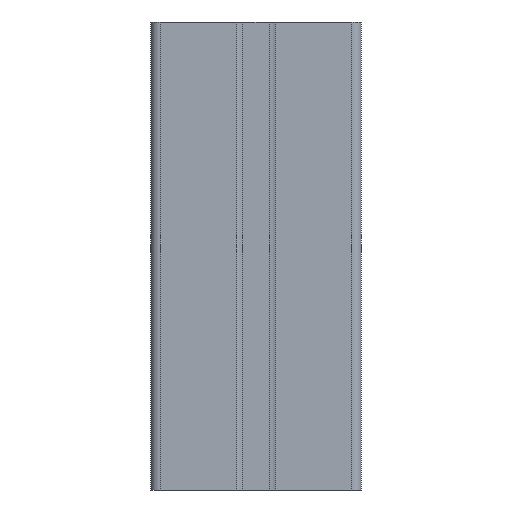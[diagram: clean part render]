
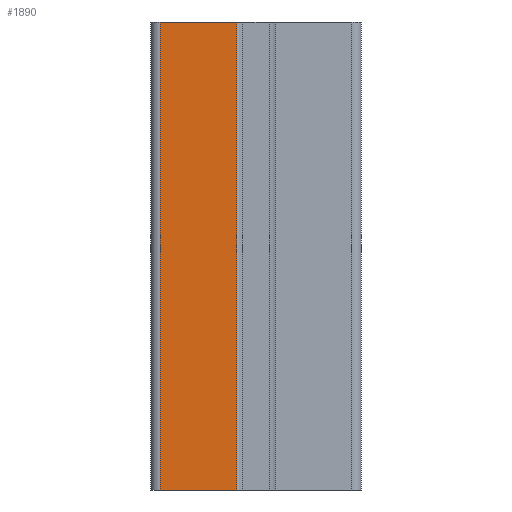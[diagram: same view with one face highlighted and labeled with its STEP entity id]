
A CAD part, left-side view. The second image highlights one B-rep face of the part: STEP entity #1890.
In plain terms, the highlighted planar face has unit normal (-1, 0, 0).
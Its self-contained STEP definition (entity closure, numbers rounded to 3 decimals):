
#786=CARTESIAN_POINT('',(-22.5,4.1,0.0));
#787=VERTEX_POINT('',#786);
#802=CARTESIAN_POINT('',(-22.5,4.1,100.0));
#803=VERTEX_POINT('',#802);
#810=CARTESIAN_POINT('',(-22.5,4.1,0.0));
#811=DIRECTION('',(0.0,0.0,1.0));
#812=VECTOR('',#811,100.0);
#813=LINE('',#810,#812);
#814=EDGE_CURVE('',#787,#803,#813,.T.);
#886=CARTESIAN_POINT('',(-22.5,20.5,0.0));
#887=VERTEX_POINT('',#886);
#888=CARTESIAN_POINT('',(-22.5,4.1,0.0));
#889=DIRECTION('',(0.0,1.0,0.0));
#890=VECTOR('',#889,16.4);
#891=LINE('',#888,#890);
#892=EDGE_CURVE('',#787,#887,#891,.T.);
#1867=CARTESIAN_POINT('',(-22.5,4.1,0.0));
#1868=DIRECTION('',(-1.0,0.0,0.0));
#1869=DIRECTION('',(0.0,0.0,1.0));
#1870=AXIS2_PLACEMENT_3D('',#1867,#1868,#1869);
#1871=PLANE('',#1870);
#1872=ORIENTED_EDGE('',*,*,#814,.T.);
#1873=CARTESIAN_POINT('',(-22.5,20.5,100.0));
#1874=VERTEX_POINT('',#1873);
#1875=CARTESIAN_POINT('',(-22.5,4.1,100.0));
#1876=DIRECTION('',(0.0,1.0,0.0));
#1877=VECTOR('',#1876,16.4);
#1878=LINE('',#1875,#1877);
#1879=EDGE_CURVE('',#803,#1874,#1878,.T.);
#1880=ORIENTED_EDGE('',*,*,#1879,.T.);
#1881=CARTESIAN_POINT('',(-22.5,20.5,0.0));
#1882=DIRECTION('',(0.0,0.0,1.0));
#1883=VECTOR('',#1882,100.0);
#1884=LINE('',#1881,#1883);
#1885=EDGE_CURVE('',#887,#1874,#1884,.T.);
#1886=ORIENTED_EDGE('',*,*,#1885,.F.);
#1887=ORIENTED_EDGE('',*,*,#892,.F.);
#1888=EDGE_LOOP('',(#1872,#1880,#1886,#1887));
#1889=FACE_OUTER_BOUND('',#1888,.T.);
#1890=ADVANCED_FACE('',(#1889),#1871,.T.);
